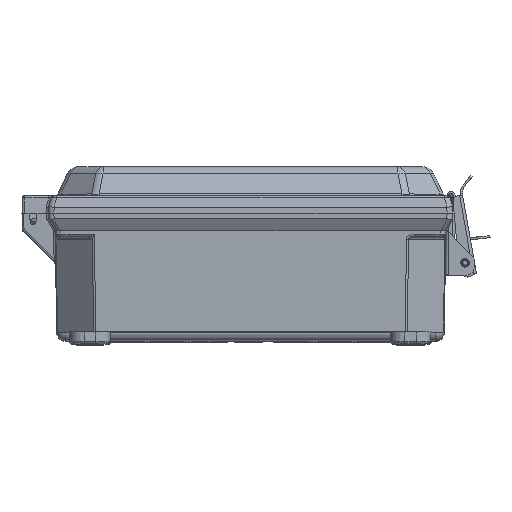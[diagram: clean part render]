
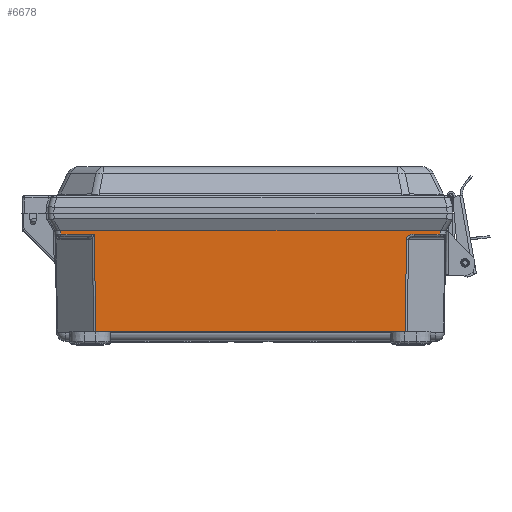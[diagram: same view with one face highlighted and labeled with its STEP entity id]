
A CAD part, top view. The second image highlights one B-rep face of the part: STEP entity #6678.
In plain terms, the highlighted planar face has unit normal (0, -0.018, 1).
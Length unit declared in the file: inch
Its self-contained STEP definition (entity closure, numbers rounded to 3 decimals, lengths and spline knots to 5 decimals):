
#739 = CARTESIAN_POINT ( 'NONE',  ( -4.08404, -0.5053, 5.09902 ) ) ;
#3684 =( BOUNDED_CURVE ( )  B_SPLINE_CURVE ( 3, ( #95679, #18535, #126739, #34157 ),
 .UNSPECIFIED., .F., .F. ) 
 B_SPLINE_CURVE_WITH_KNOTS ( ( 4, 4 ),
 ( 1.59548, 3.14882 ),
 .UNSPECIFIED. ) 
 CURVE ( )  GEOMETRIC_REPRESENTATION_ITEM ( )  RATIONAL_B_SPLINE_CURVE ( ( 1., 0.809, 0.809, 1. ) ) 
 REPRESENTATION_ITEM ( '' )  );
#4399 = VERTEX_POINT ( 'NONE', #85582 ) ;
#4768 = CARTESIAN_POINT ( 'NONE',  ( 4.0861, -0.38726, 5.10108 ) ) ;
#5016 = DIRECTION ( 'NONE',  ( 1., 0., 0. ) ) ;
#6355 = DIRECTION ( 'NONE',  ( 1., 0., 0. ) ) ;
#6406 = DIRECTION ( 'NONE',  ( -1., 0., 0. ) ) ;
#6678 = ADVANCED_FACE ( 'NONE', ( #17589 ), #110111, .T. ) ;
#10993 = CARTESIAN_POINT ( 'NONE',  ( 3.35762, -0.37481, 5.1013 ) ) ;
#11668 = CARTESIAN_POINT ( 'NONE',  ( -4.08632, -0.375, 5.1013 ) ) ;
#17589 = FACE_OUTER_BOUND ( 'NONE', #64010, .T. ) ;
#18138 = ORIENTED_EDGE ( 'NONE', *, *, #36787, .T. ) ;
#18535 = CARTESIAN_POINT ( 'NONE',  ( 3.42808, -0.45208, 5.09995 ) ) ;
#21555 = DIRECTION ( 'NONE',  ( 0.007, -1., -0.017 ) ) ;
#22554 = EDGE_CURVE ( 'NONE', #25364, #4399, #119062, .T. ) ;
#25364 = VERTEX_POINT ( 'NONE', #11668 ) ;
#26614 = DIRECTION ( 'NONE',  ( 0.007, 1., 0.017 ) ) ;
#28885 = VECTOR ( 'NONE', #26614, 39.37008 ) ;
#33039 = DIRECTION ( 'NONE',  ( 0., -1., -0.017 ) ) ;
#34157 = CARTESIAN_POINT ( 'NONE',  ( 3.35618, -0.57392, 5.09783 ) ) ;
#36251 = ORIENTED_EDGE ( 'NONE', *, *, #187331, .T. ) ;
#36787 = EDGE_CURVE ( 'NONE', #4399, #38166, #97919, .T. ) ;
#38166 = VERTEX_POINT ( 'NONE', #152689 ) ;
#42972 = EDGE_CURVE ( 'NONE', #143286, #55153, #142512, .T. ) ;
#55153 = VERTEX_POINT ( 'NONE', #116714 ) ;
#57493 = ORIENTED_EDGE ( 'NONE', *, *, #22554, .T. ) ;
#64010 = EDGE_LOOP ( 'NONE', ( #155137, #138801, #71070, #36251, #57493, #18138, #93681, #90394, #72989 ) ) ;
#71070 = ORIENTED_EDGE ( 'NONE', *, *, #166316, .T. ) ;
#72726 = VERTEX_POINT ( 'NONE', #135085 ) ;
#72989 = ORIENTED_EDGE ( 'NONE', *, *, #42972, .T. ) ;
#81831 = VECTOR ( 'NONE', #5016, 39.37008 ) ;
#83550 = CARTESIAN_POINT ( 'NONE',  ( 4.08391, -0.45208, 5.09995 ) ) ;
#85582 = CARTESIAN_POINT ( 'NONE',  ( -4.08497, -0.45208, 5.09995 ) ) ;
#90394 = ORIENTED_EDGE ( 'NONE', *, *, #120046, .T. ) ;
#93681 = ORIENTED_EDGE ( 'NONE', *, *, #186738, .T. ) ;
#95679 = CARTESIAN_POINT ( 'NONE',  ( 3.52939, -0.45208, 5.09995 ) ) ;
#97919 = LINE ( 'NONE', #148594, #175118 ) ;
#110111 = PLANE ( 'NONE',  #183277 ) ;
#111397 = VECTOR ( 'NONE', #6406, 39.37008 ) ;
#111610 = LINE ( 'NONE', #114221, #152666 ) ;
#114221 = CARTESIAN_POINT ( 'NONE',  ( -3.35727, -0.42372, 5.10045 ) ) ;
#114632 = CARTESIAN_POINT ( 'NONE',  ( 4.35563, -0.375, 5.1013 ) ) ;
#116276 = VECTOR ( 'NONE', #143968, 39.37008 ) ;
#116714 = CARTESIAN_POINT ( 'NONE',  ( 3.35618, -0.57392, 5.09783 ) ) ;
#119062 = LINE ( 'NONE', #739, #123911 ) ;
#119370 = CARTESIAN_POINT ( 'NONE',  ( 4.08497, -0.45208, 5.09995 ) ) ;
#120046 = EDGE_CURVE ( 'NONE', #138190, #143286, #122845, .T. ) ;
#121099 = LINE ( 'NONE', #4768, #116276 ) ;
#122845 = LINE ( 'NONE', #142935, #81831 ) ;
#123911 = VECTOR ( 'NONE', #139937, 39.37008 ) ;
#125647 = DIRECTION ( 'NONE',  ( 0., -0.017, 1. ) ) ;
#126739 = CARTESIAN_POINT ( 'NONE',  ( 3.3567, -0.50229, 5.09908 ) ) ;
#135085 = CARTESIAN_POINT ( 'NONE',  ( 3.52939, -0.45208, 5.09995 ) ) ;
#136007 = CARTESIAN_POINT ( 'NONE',  ( 4.08632, -0.375, 5.1013 ) ) ;
#136781 = EDGE_CURVE ( 'NONE', #72726, #55153, #3684, .T. ) ;
#138190 = VERTEX_POINT ( 'NONE', #156896 ) ;
#138801 = ORIENTED_EDGE ( 'NONE', *, *, #150997, .T. ) ;
#139937 = DIRECTION ( 'NONE',  ( 0.017, -1., -0.017 ) ) ;
#140547 = CARTESIAN_POINT ( 'NONE',  ( 3.3833, -0.375, 5.1013 ) ) ;
#142512 = LINE ( 'NONE', #10993, #28885 ) ;
#142935 = CARTESIAN_POINT ( 'NONE',  ( 3.3833, -2.562, 5.06312 ) ) ;
#143286 = VERTEX_POINT ( 'NONE', #195800 ) ;
#143968 = DIRECTION ( 'NONE',  ( 0.017, 1., 0.017 ) ) ;
#147668 = LINE ( 'NONE', #83550, #183826 ) ;
#148594 = CARTESIAN_POINT ( 'NONE',  ( -3.3823, -0.45208, 5.09995 ) ) ;
#150997 = EDGE_CURVE ( 'NONE', #72726, #172082, #147668, .T. ) ;
#152666 = VECTOR ( 'NONE', #21555, 39.37008 ) ;
#152689 = CARTESIAN_POINT ( 'NONE',  ( -3.35706, -0.45208, 5.09995 ) ) ;
#155137 = ORIENTED_EDGE ( 'NONE', *, *, #136781, .F. ) ;
#156896 = CARTESIAN_POINT ( 'NONE',  ( -3.34181, -2.562, 5.06312 ) ) ;
#157322 = LINE ( 'NONE', #114632, #111397 ) ;
#166316 = EDGE_CURVE ( 'NONE', #172082, #172734, #121099, .T. ) ;
#172082 = VERTEX_POINT ( 'NONE', #119370 ) ;
#172734 = VERTEX_POINT ( 'NONE', #136007 ) ;
#175118 = VECTOR ( 'NONE', #178902, 39.37008 ) ;
#178902 = DIRECTION ( 'NONE',  ( 1., 0., 0. ) ) ;
#183277 = AXIS2_PLACEMENT_3D ( 'NONE', #140547, #125647, #33039 ) ;
#183826 = VECTOR ( 'NONE', #6355, 39.37008 ) ;
#186738 = EDGE_CURVE ( 'NONE', #38166, #138190, #111610, .T. ) ;
#187331 = EDGE_CURVE ( 'NONE', #172734, #25364, #157322, .T. ) ;
#195800 = CARTESIAN_POINT ( 'NONE',  ( 3.34181, -2.562, 5.06312 ) ) ;
